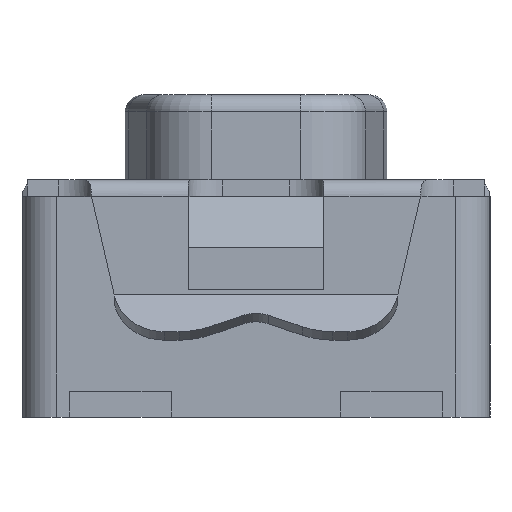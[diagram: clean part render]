
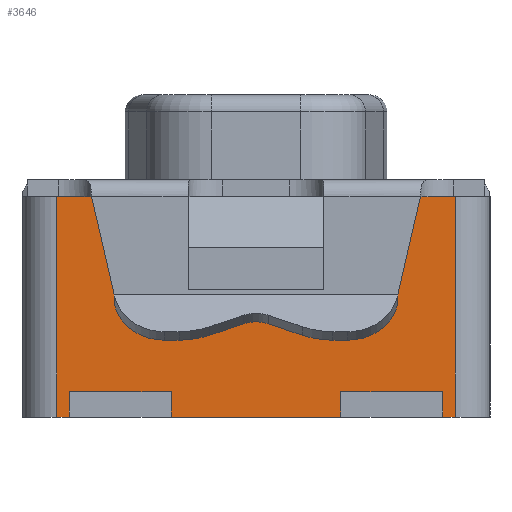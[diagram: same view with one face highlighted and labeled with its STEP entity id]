
A CAD part, left-side view. The second image highlights one B-rep face of the part: STEP entity #3646.
In plain terms, the highlighted planar face has unit normal (-1, 0, 0).
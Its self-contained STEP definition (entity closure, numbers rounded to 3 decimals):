
#244=FACE_OUTER_BOUND('',#453,.T.);
#453=EDGE_LOOP('',(#2539,#2540,#2541,#2542,#2543,#2544,#2545,#2546,#2547,
#2548,#2549,#2550,#2551,#2552,#2553,#2554));
#683=LINE('',#5350,#1107);
#690=LINE('',#5366,#1114);
#694=LINE('',#5374,#1118);
#698=LINE('',#5382,#1122);
#732=LINE('',#5457,#1156);
#733=LINE('',#5460,#1157);
#734=LINE('',#5462,#1158);
#735=LINE('',#5464,#1159);
#736=LINE('',#5466,#1160);
#737=LINE('',#5467,#1161);
#738=LINE('',#5469,#1162);
#739=LINE('',#5471,#1163);
#740=LINE('',#5472,#1164);
#741=LINE('',#5474,#1165);
#742=LINE('',#5476,#1166);
#743=LINE('',#5477,#1167);
#1107=VECTOR('',#4270,10.);
#1114=VECTOR('',#4283,10.);
#1118=VECTOR('',#4287,10.);
#1122=VECTOR('',#4291,10.);
#1156=VECTOR('',#4341,10.);
#1157=VECTOR('',#4344,10.);
#1158=VECTOR('',#4345,10.);
#1159=VECTOR('',#4346,10.);
#1160=VECTOR('',#4347,10.);
#1161=VECTOR('',#4348,10.);
#1162=VECTOR('',#4349,10.);
#1163=VECTOR('',#4350,10.);
#1164=VECTOR('',#4351,10.);
#1165=VECTOR('',#4352,10.);
#1166=VECTOR('',#4353,10.);
#1167=VECTOR('',#4354,10.);
#1516=VERTEX_POINT('',#5347);
#1517=VERTEX_POINT('',#5349);
#1523=VERTEX_POINT('',#5365);
#1526=VERTEX_POINT('',#5371);
#1527=VERTEX_POINT('',#5373);
#1530=VERTEX_POINT('',#5379);
#1531=VERTEX_POINT('',#5381);
#1563=VERTEX_POINT('',#5453);
#1565=VERTEX_POINT('',#5459);
#1566=VERTEX_POINT('',#5461);
#1567=VERTEX_POINT('',#5463);
#1568=VERTEX_POINT('',#5465);
#1569=VERTEX_POINT('',#5468);
#1570=VERTEX_POINT('',#5470);
#1571=VERTEX_POINT('',#5473);
#1572=VERTEX_POINT('',#5475);
#1880=EDGE_CURVE('',#1516,#1517,#683,.T.);
#1888=EDGE_CURVE('',#1517,#1523,#690,.T.);
#1892=EDGE_CURVE('',#1526,#1527,#694,.T.);
#1896=EDGE_CURVE('',#1530,#1531,#698,.T.);
#1935=EDGE_CURVE('',#1531,#1563,#732,.T.);
#1936=EDGE_CURVE('',#1565,#1516,#733,.T.);
#1937=EDGE_CURVE('',#1565,#1566,#734,.T.);
#1938=EDGE_CURVE('',#1566,#1567,#735,.T.);
#1939=EDGE_CURVE('',#1567,#1568,#736,.T.);
#1940=EDGE_CURVE('',#1563,#1568,#737,.T.);
#1941=EDGE_CURVE('',#1530,#1569,#738,.T.);
#1942=EDGE_CURVE('',#1569,#1570,#739,.T.);
#1943=EDGE_CURVE('',#1570,#1527,#740,.T.);
#1944=EDGE_CURVE('',#1526,#1571,#741,.T.);
#1945=EDGE_CURVE('',#1571,#1572,#742,.T.);
#1946=EDGE_CURVE('',#1572,#1523,#743,.T.);
#2539=ORIENTED_EDGE('',*,*,#1880,.F.);
#2540=ORIENTED_EDGE('',*,*,#1936,.F.);
#2541=ORIENTED_EDGE('',*,*,#1937,.T.);
#2542=ORIENTED_EDGE('',*,*,#1938,.T.);
#2543=ORIENTED_EDGE('',*,*,#1939,.T.);
#2544=ORIENTED_EDGE('',*,*,#1940,.F.);
#2545=ORIENTED_EDGE('',*,*,#1935,.F.);
#2546=ORIENTED_EDGE('',*,*,#1896,.F.);
#2547=ORIENTED_EDGE('',*,*,#1941,.T.);
#2548=ORIENTED_EDGE('',*,*,#1942,.T.);
#2549=ORIENTED_EDGE('',*,*,#1943,.T.);
#2550=ORIENTED_EDGE('',*,*,#1892,.F.);
#2551=ORIENTED_EDGE('',*,*,#1944,.T.);
#2552=ORIENTED_EDGE('',*,*,#1945,.T.);
#2553=ORIENTED_EDGE('',*,*,#1946,.T.);
#2554=ORIENTED_EDGE('',*,*,#1888,.F.);
#3496=PLANE('',#3882);
#3646=ADVANCED_FACE('',(#244),#3496,.T.);
#3882=AXIS2_PLACEMENT_3D('',#5458,#4342,#4343);
#4270=DIRECTION('',(0.,0.,-1.));
#4283=DIRECTION('',(0.,1.,0.));
#4287=DIRECTION('',(0.,1.,0.));
#4291=DIRECTION('',(0.,1.,0.));
#4341=DIRECTION('',(0.,0.,1.));
#4342=DIRECTION('center_axis',(-1.,0.,0.));
#4343=DIRECTION('ref_axis',(0.,-1.,0.));
#4344=DIRECTION('',(0.,-1.,0.));
#4345=DIRECTION('',(0.,0.,-1.));
#4346=DIRECTION('',(0.,1.,0.));
#4347=DIRECTION('',(0.,0.,1.));
#4348=DIRECTION('',(0.,-1.,0.));
#4349=DIRECTION('',(0.,0.,1.));
#4350=DIRECTION('',(0.,-1.,0.));
#4351=DIRECTION('',(0.,0.,-1.));
#4352=DIRECTION('',(0.,0.,1.));
#4353=DIRECTION('',(0.,-1.,0.));
#4354=DIRECTION('',(0.,0.,-1.));
#5347=CARTESIAN_POINT('',(-1.875,-1.175,1.3));
#5349=CARTESIAN_POINT('',(-1.875,-1.175,0.));
#5350=CARTESIAN_POINT('',(-1.875,-1.175,0.));
#5365=CARTESIAN_POINT('',(-1.875,-1.1,0.));
#5366=CARTESIAN_POINT('',(-1.875,-1.375,0.));
#5371=CARTESIAN_POINT('',(-1.875,-0.5,0.));
#5373=CARTESIAN_POINT('',(-1.875,0.5,0.));
#5374=CARTESIAN_POINT('',(-1.875,-1.375,0.));
#5379=CARTESIAN_POINT('',(-1.875,1.1,0.));
#5381=CARTESIAN_POINT('',(-1.875,1.175,0.));
#5382=CARTESIAN_POINT('',(-1.875,-1.375,0.));
#5453=CARTESIAN_POINT('',(-1.875,1.175,1.3));
#5457=CARTESIAN_POINT('',(-1.875,1.175,0.));
#5458=CARTESIAN_POINT('Origin',(-1.875,1.375,0.));
#5459=CARTESIAN_POINT('',(-1.875,-0.4,1.3));
#5460=CARTESIAN_POINT('',(-1.875,-1.375,1.3));
#5461=CARTESIAN_POINT('',(-1.875,-0.4,0.75));
#5462=CARTESIAN_POINT('',(-1.875,-0.4,0.4));
#5463=CARTESIAN_POINT('',(-1.875,0.4,0.75));
#5464=CARTESIAN_POINT('',(-1.875,0.887,0.75));
#5465=CARTESIAN_POINT('',(-1.875,0.4,1.3));
#5466=CARTESIAN_POINT('',(-1.875,0.4,0.65));
#5467=CARTESIAN_POINT('',(-1.875,-1.375,1.3));
#5468=CARTESIAN_POINT('',(-1.875,1.1,0.15));
#5469=CARTESIAN_POINT('',(-1.875,1.1,0.));
#5470=CARTESIAN_POINT('',(-1.875,0.5,0.15));
#5471=CARTESIAN_POINT('',(-1.875,1.088,0.15));
#5472=CARTESIAN_POINT('',(-1.875,0.5,0.));
#5473=CARTESIAN_POINT('',(-1.875,-0.5,0.15));
#5474=CARTESIAN_POINT('',(-1.875,-0.5,0.));
#5475=CARTESIAN_POINT('',(-1.875,-1.1,0.15));
#5476=CARTESIAN_POINT('',(-1.875,0.288,0.15));
#5477=CARTESIAN_POINT('',(-1.875,-1.1,0.));
